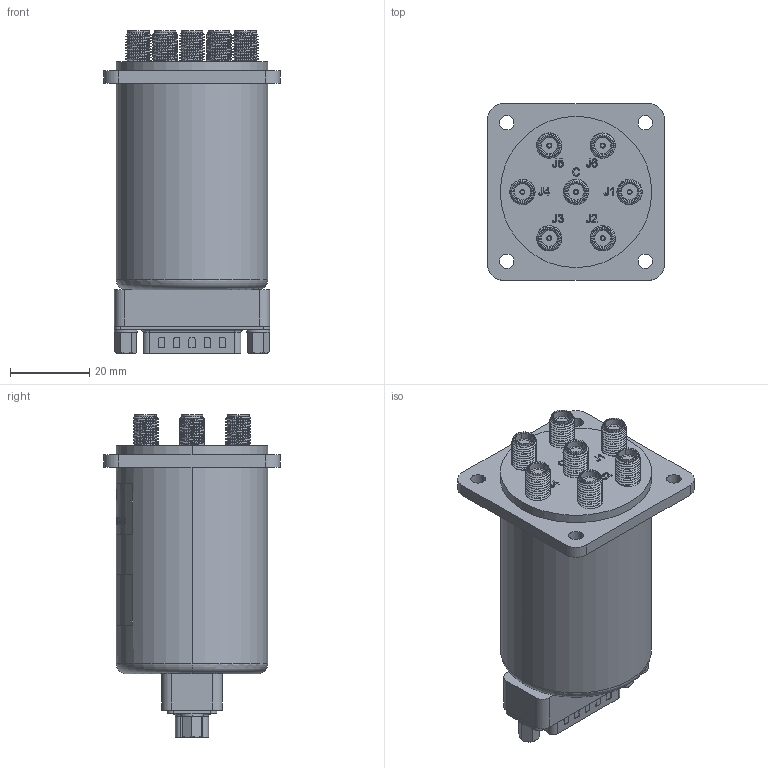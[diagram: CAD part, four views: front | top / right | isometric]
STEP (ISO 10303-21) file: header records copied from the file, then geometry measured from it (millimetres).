
FILE_DESCRIPTION (( 'STEP AP203' ), '1' );
FILE_NAME ('PE71S6428.step', '2020-10-16T22:30:45', ( '' ), ( '' ), 'SwSTEP 2.0', 'SolidWorks 2018', '' );
FILE_SCHEMA (( 'CONFIG_CONTROL_DESIGN' ));
Length unit declared in the file: inch
Products named in the file (1): PE71S6428
Bounding box: 44.45 x 44.45 x 81.31 mm (x, y, z)
Volume: 75231.7 mm3; surface area: 15494.3 mm2
Topology: 3 solids, 3 shells, 1054 faces, 2743 edges, 1776 vertices
Faces by surface type: plane 371, cylinder 340, bspline 239, cone 67, sphere 30, torus 7
Entity records: 50757 total; most frequent: CARTESIAN_POINT 27729, ORIENTED_EDGE 5396, DIRECTION 3831, EDGE_CURVE 2698, VERTEX_POINT 1761, AXIS2_PLACEMENT_3D 1355, EDGE_LOOP 1173, VECTOR 1121
